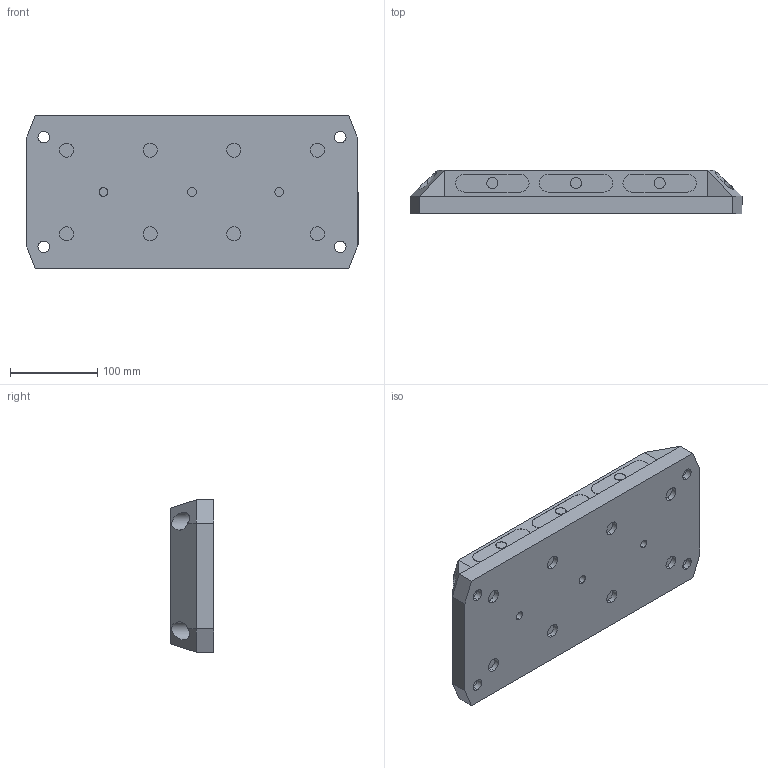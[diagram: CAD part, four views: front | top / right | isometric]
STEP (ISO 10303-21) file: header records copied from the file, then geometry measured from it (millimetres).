
FILE_DESCRIPTION (( 'STEP AP214' ), '1' );
FILE_NAME ('D_RL96A-2715.STEP', '2020-03-11T16:49:39', ( '' ), ( '' ), 'SwSTEP 2.0', 'SolidWorks 2018', '' );
FILE_SCHEMA (( 'AUTOMOTIVE_DESIGN' ));
Length unit declared in the file: inch
Products named in the file (1): D_RL96A-2715
Bounding box: 381 x 50 x 175 mm (x, y, z)
Volume: 2515643.4 mm3; surface area: 286591.2 mm2
Topology: 1 solids, 1 shells, 435 faces, 1076 edges, 702 vertices
Faces by surface type: cylinder 258, plane 165, cone 12
Entity records: 16138 total; most frequent: CARTESIAN_POINT 3820, DIRECTION 2314, ORIENTED_EDGE 2128, EDGE_CURVE 1064, AXIS2_PLACEMENT_3D 932, VERTEX_POINT 702, EDGE_LOOP 538, CIRCLE 496
